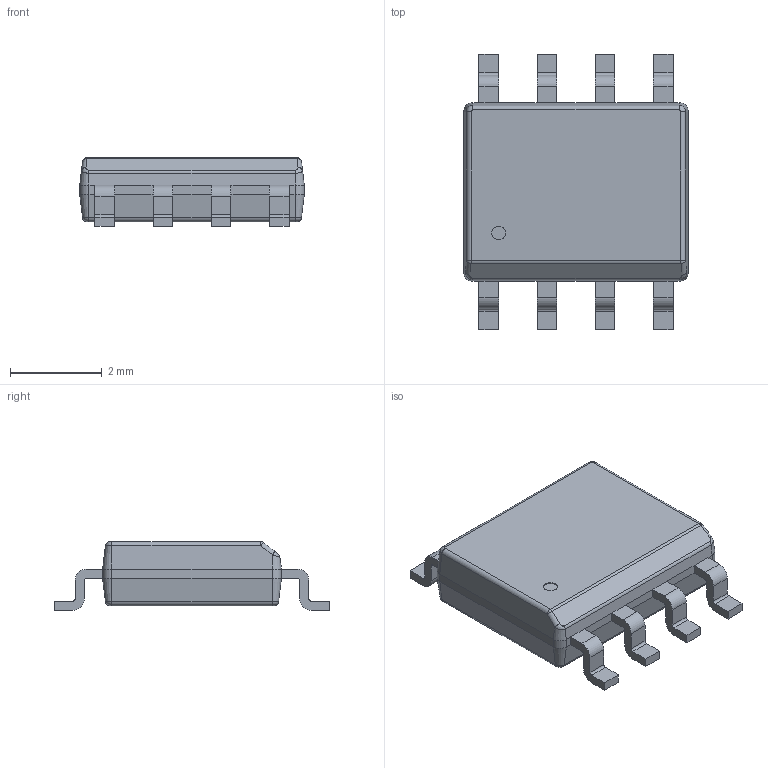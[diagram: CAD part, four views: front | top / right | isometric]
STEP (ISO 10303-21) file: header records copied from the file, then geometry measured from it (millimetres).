
FILE_DESCRIPTION(('FreeCAD Model'),'2;1');
FILE_NAME('Open CASCADE Shape Model','2024-09-01T21:15:04',(''),(''), 'Open CASCADE STEP processor 7.6','FreeCAD','Unknown');
FILE_SCHEMA(('AUTOMOTIVE_DESIGN { 1 0 10303 214 1 1 1 1 }'));
Length unit declared in the file: millimetre
Products named in the file (4): XAPo-U1; SOP-8_L4.9-W3.9-P1.27-LS6.0-BL; COMPOUND014; COMPOUND
Assembly tree (3 placements, depth 4):
  XAPo-U1
    SOP-8_L4.9-W3.9-P1.27-LS6.0-BL
      COMPOUND014
        COMPOUND
Bounding box: 4.9 x 6 x 1.5 mm (x, y, z)
Volume: 26.8 mm3; surface area: 74.5 mm2
Topology: 1 solids, 1 shells, 222 faces, 566 edges, 354 vertices
Faces by surface type: plane 141, cylinder 49, bspline 16, cone 8, revolution 6, sphere 2
Entity records: 16612 total; most frequent: CARTESIAN_POINT 4072, DIRECTION 2088, LINE 1412, VECTOR 1412, ORIENTED_EDGE 1132, PCURVE 1132, DEFINITIONAL_REPRESENTATION 1132, EDGE_CURVE 566
